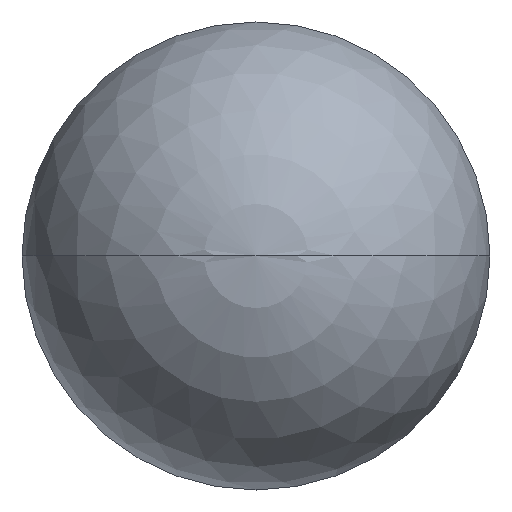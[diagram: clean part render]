
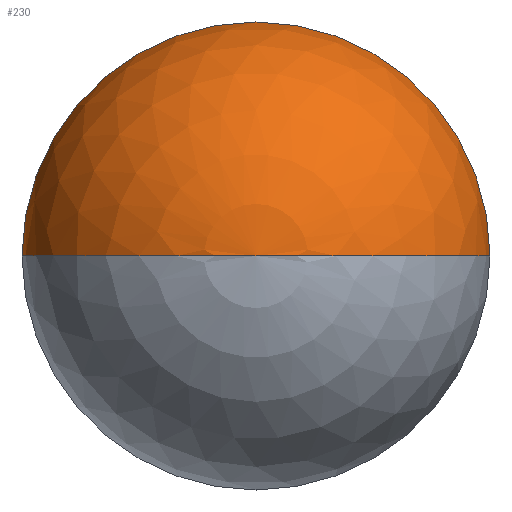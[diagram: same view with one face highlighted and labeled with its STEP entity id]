
A CAD part, left-side view. The second image highlights one B-rep face of the part: STEP entity #230.
In plain terms, the highlighted spherical face has radius 1.8 mm.
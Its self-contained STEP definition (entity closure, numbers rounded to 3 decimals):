
#224=EDGE_CURVE('',#418,#428,#501,.T.);
#230=ADVANCED_FACE('',(#509),#510,.T.);
#286=EDGE_CURVE('',#376,#418,#572,.T.);
#322=EDGE_CURVE('',#428,#376,#612,.T.);
#376=VERTEX_POINT('',#671);
#418=VERTEX_POINT('',#720);
#428=VERTEX_POINT('',#731);
#501=CIRCLE('',#815,1.8);
#509=FACE_OUTER_BOUND('',#823,.T.);
#510=SPHERICAL_SURFACE('',#824,1.8);
#572=CIRCLE('',#891,1.8);
#612=CIRCLE('',#940,1.8);
#671=CARTESIAN_POINT('',(1.8,-1.8,0.));
#720=CARTESIAN_POINT('',(0.,0.,0.));
#731=CARTESIAN_POINT('',(1.8,1.8,0.));
#815=AXIS2_PLACEMENT_3D('',#1141,#1142,#1143);
#823=EDGE_LOOP('',(#1161,#1162,#1163));
#824=AXIS2_PLACEMENT_3D('',#1164,#1165,#1166);
#891=AXIS2_PLACEMENT_3D('',#1250,#1251,#1252);
#940=AXIS2_PLACEMENT_3D('',#1308,#1309,#1310);
#1141=CARTESIAN_POINT('',(1.8,0.,0.));
#1142=DIRECTION('',(0.,0.,-1.0));
#1143=DIRECTION('',(0.0,-1.0,0.));
#1161=ORIENTED_EDGE('',*,*,#224,.F.);
#1162=ORIENTED_EDGE('',*,*,#286,.F.);
#1163=ORIENTED_EDGE('',*,*,#322,.F.);
#1164=CARTESIAN_POINT('',(1.8,0.,0.));
#1165=DIRECTION('',(1.0,0.,0.));
#1166=DIRECTION('',(0.,1.0,0.));
#1250=CARTESIAN_POINT('',(1.8,0.,0.));
#1251=DIRECTION('',(0.,0.,-1.0));
#1252=DIRECTION('',(0.0,-1.0,0.));
#1308=CARTESIAN_POINT('',(1.8,0.,0.));
#1309=DIRECTION('',(1.0,0.,0.));
#1310=DIRECTION('',(0.,1.0,0.));
